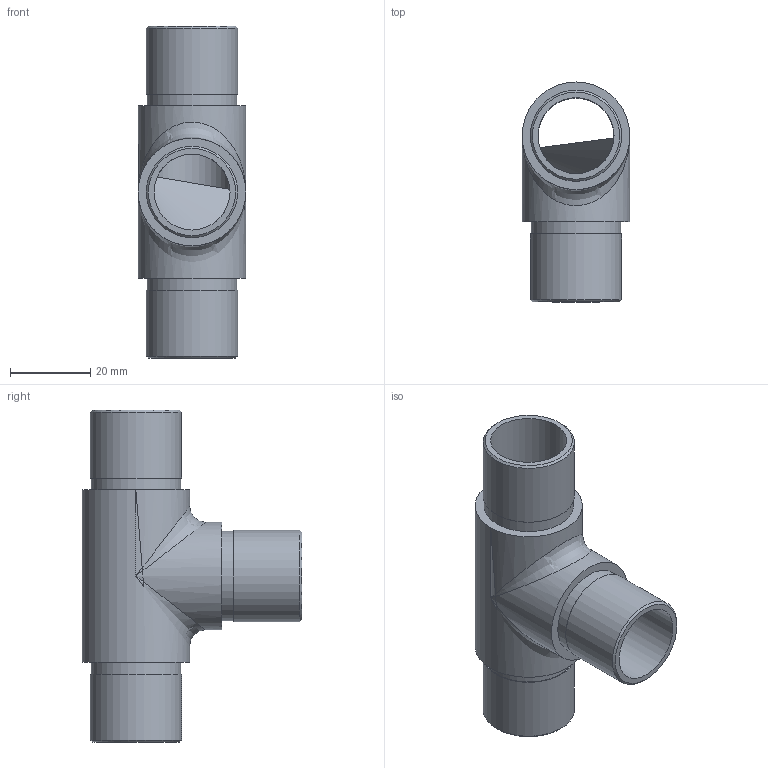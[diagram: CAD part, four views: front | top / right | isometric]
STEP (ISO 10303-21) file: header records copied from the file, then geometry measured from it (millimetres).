
FILE_DESCRIPTION (( 'STEP AP203' ), '1' );
FILE_NAME ('56209-320.step', '2020-03-02T15:34:23', ( '' ), ( '' ), 'SwSTEP 2.0', 'SolidWorks 2015', '' );
FILE_SCHEMA (( 'CONFIG_CONTROL_DESIGN' ));
Length unit declared in the file: millimetre
Products named in the file (2): 56209-320
Bounding box: 26.9 x 54.95 x 83 mm (x, y, z)
Volume: 21612.4 mm3; surface area: 15837.1 mm2
Topology: 1 solids, 1 shells, 251 faces, 660 edges, 436 vertices
Faces by surface type: bspline 120, plane 94, cylinder 34, cone 3
Full cylindrical faces by diameter (mm): 19 x2, 22.4 x3, 22.8 x3, 26.9 x2
Entity records: 12873 total; most frequent: CARTESIAN_POINT 7449, ORIENTED_EDGE 1272, DIRECTION 727, EDGE_CURVE 636, VERTEX_POINT 431, EDGE_LOOP 299, LINE 275, VECTOR 275
